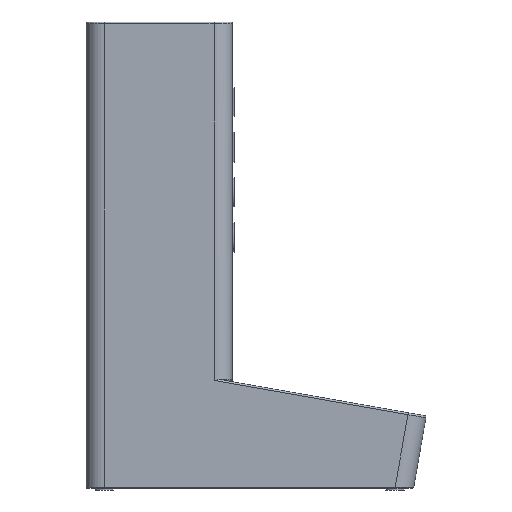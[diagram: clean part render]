
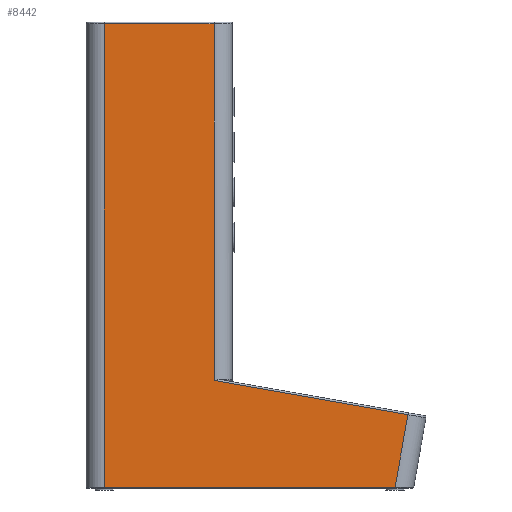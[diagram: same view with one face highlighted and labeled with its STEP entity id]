
A CAD part, left-side view. The second image highlights one B-rep face of the part: STEP entity #8442.
In plain terms, the highlighted planar face has unit normal (-1, 0, 0).
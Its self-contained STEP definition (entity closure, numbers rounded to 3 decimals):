
#289=B_SPLINE_CURVE_WITH_KNOTS('',3,(#11564,#11565,#11566,#11567),
 .UNSPECIFIED.,.F.,.F.,(4,4),(1.562,1.571),
 .UNSPECIFIED.);
#849=PLANE('',#9166);
#1212=FACE_OUTER_BOUND('',#1725,.T.);
#1725=EDGE_LOOP('',(#6467,#6468,#6469,#6470,#6471,#6472,#6473));
#2182=LINE('',#11527,#2813);
#2184=LINE('',#11573,#2815);
#2294=LINE('',#12859,#2925);
#2297=LINE('',#12885,#2928);
#2298=LINE('',#12887,#2929);
#2299=LINE('',#12888,#2930);
#2813=VECTOR('',#9708,10.);
#2815=VECTOR('',#9714,10.);
#2925=VECTOR('',#10268,10.);
#2928=VECTOR('',#10291,10.);
#2929=VECTOR('',#10292,10.);
#2930=VECTOR('',#10293,10.);
#3644=VERTEX_POINT('',#11460);
#3652=VERTEX_POINT('',#11521);
#3653=VERTEX_POINT('',#11525);
#3655=VERTEX_POINT('',#11571);
#3827=VERTEX_POINT('',#12852);
#3832=VERTEX_POINT('',#12884);
#3833=VERTEX_POINT('',#12886);
#4535=EDGE_CURVE('',#3653,#3652,#2182,.T.);
#4537=EDGE_CURVE('',#3644,#3653,#289,.T.);
#4540=EDGE_CURVE('',#3655,#3644,#2184,.T.);
#4812=EDGE_CURVE('',#3827,#3655,#2294,.T.);
#4821=EDGE_CURVE('',#3832,#3827,#2297,.T.);
#4822=EDGE_CURVE('',#3833,#3832,#2298,.T.);
#4823=EDGE_CURVE('',#3652,#3833,#2299,.T.);
#6467=ORIENTED_EDGE('',*,*,#4537,.F.);
#6468=ORIENTED_EDGE('',*,*,#4540,.F.);
#6469=ORIENTED_EDGE('',*,*,#4812,.F.);
#6470=ORIENTED_EDGE('',*,*,#4821,.F.);
#6471=ORIENTED_EDGE('',*,*,#4822,.F.);
#6472=ORIENTED_EDGE('',*,*,#4823,.F.);
#6473=ORIENTED_EDGE('',*,*,#4535,.F.);
#8442=ADVANCED_FACE('',(#1212),#849,.T.);
#9166=AXIS2_PLACEMENT_3D('',#12883,#10289,#10290);
#9708=DIRECTION('',(0.,1.,0.));
#9714=DIRECTION('',(0.,0.174,-0.985));
#10268=DIRECTION('',(0.,-0.985,-0.174));
#10289=DIRECTION('center_axis',(-1.,0.,0.));
#10290=DIRECTION('ref_axis',(0.,-1.,0.));
#10291=DIRECTION('',(0.,0.,-1.));
#10292=DIRECTION('',(0.,-1.,0.));
#10293=DIRECTION('',(0.,0.,1.));
#11460=CARTESIAN_POINT('',(-50.,-129.052,-4.5));
#11521=CARTESIAN_POINT('',(-50.,30.,-4.5));
#11525=CARTESIAN_POINT('',(-50.,-128.964,-4.5));
#11527=CARTESIAN_POINT('',(-50.,20.,-4.5));
#11564=CARTESIAN_POINT('Ctrl Pts',(-50.,-129.052,-4.5));
#11565=CARTESIAN_POINT('Ctrl Pts',(-50.,-129.023,-4.5));
#11566=CARTESIAN_POINT('Ctrl Pts',(-50.,-128.993,-4.5));
#11567=CARTESIAN_POINT('Ctrl Pts',(-50.,-128.964,-4.5));
#11571=CARTESIAN_POINT('',(-50.,-136.056,35.22));
#11573=CARTESIAN_POINT('',(-50.,-127.438,-13.654));
#12852=CARTESIAN_POINT('',(-50.,-30.,53.92));
#12859=CARTESIAN_POINT('',(-50.,-58.618,48.874));
#12883=CARTESIAN_POINT('Origin',(-50.,40.,0.));
#12884=CARTESIAN_POINT('',(-50.,-30.,249.));
#12885=CARTESIAN_POINT('',(-50.,-30.,0.));
#12886=CARTESIAN_POINT('',(-50.,30.,249.));
#12887=CARTESIAN_POINT('',(-50.,20.,249.));
#12888=CARTESIAN_POINT('',(-50.,30.,0.));
